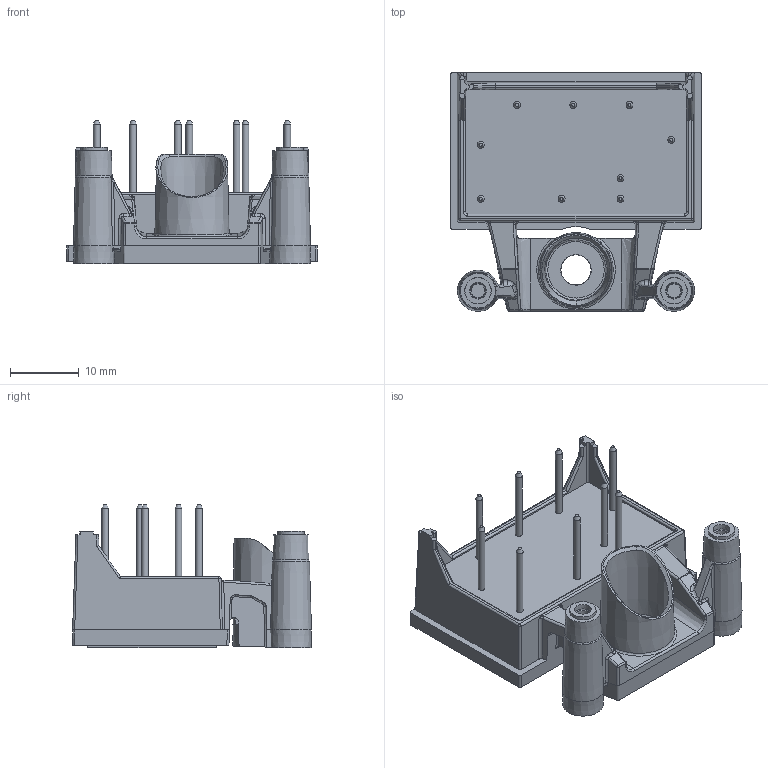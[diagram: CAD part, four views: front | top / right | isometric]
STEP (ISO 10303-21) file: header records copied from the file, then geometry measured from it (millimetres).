
FILE_DESCRIPTION( ( 'Unknown' ), '1' );
FILE_NAME( 'FLOW0B-2T17W-M980(090)-01-OL.stp', 'Unknown', ( 'Unknown' ), ( 'Unknown' ), 'PSStep 17.0.49', 'Unknown', ' ' );
FILE_SCHEMA( ( 'AUTOMOTIVE_DESIGN { 1 0 10303 214 1 1 1 1 }' ) );
Length unit declared in the file: millimetre
Products named in the file (1): 1
Bounding box: 36.6 x 34.85 x 20.98 mm (x, y, z)
Volume: 9399.2 mm3; surface area: 6021.5 mm2
Topology: 1 solids, 1 shells, 431 faces, 1089 edges, 683 vertices
Faces by surface type: plane 171, cylinder 134, bspline 52, cone 38, extrusion 20, sphere 10, torus 6
Full cylindrical faces by diameter (mm): 1 x9
Entity records: 21882 total; most frequent: CARTESIAN_POINT 8632, ORIENTED_EDGE 2066, DIRECTION 1930, EDGE_CURVE 1033, AXIS2_PLACEMENT_3D 718, VERTEX_POINT 672, EDGE_LOOP 503, VECTOR 494
